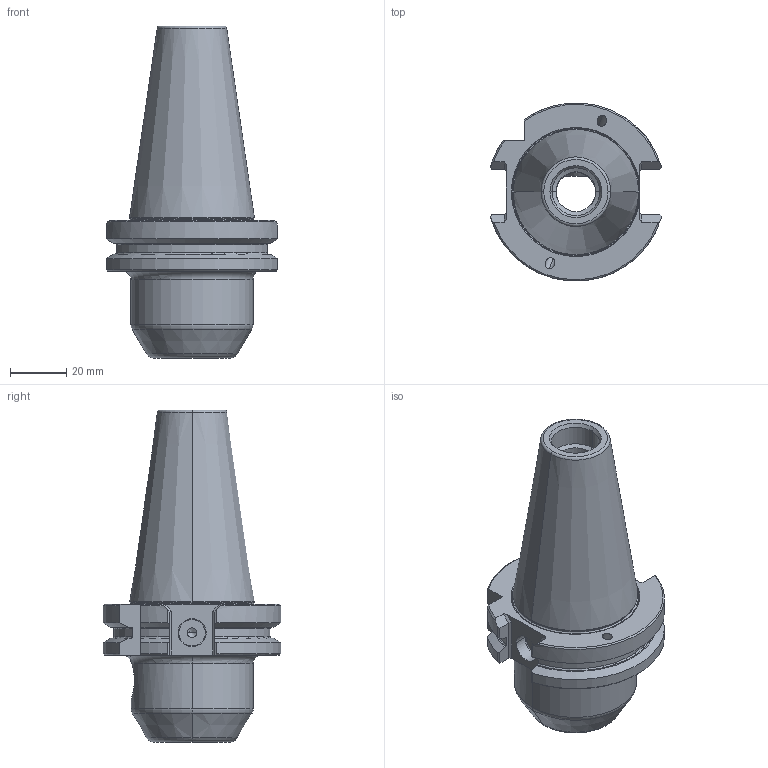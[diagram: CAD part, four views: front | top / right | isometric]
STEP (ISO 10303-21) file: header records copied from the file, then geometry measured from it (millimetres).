
FILE_DESCRIPTION(('no description'),'unknown implementation level');
FILE_NAME('E4BCDFCA-AC37-4B47-AA5D-51A0D9A232C9_export.stp',' ',('CIMSOURCE GmbH'),('CADClick - KiM GmbH - www.kimweb.de'),'unknown preprocess','ACIS','unknown authorization');
FILE_SCHEMA(('automotive_design'));
Length unit declared in the file: millimetre
Products named in the file (2): 490.114 Kaiser SK40B_VBD X D14B X 50|490.114 Kaiser SK40B_VBD X D14B X 50_Standard;NONE; 490.114 Kaiser SK40B_VBD X D14B X 50|690.480 Kaiser ETL M12 X 14_Standard;NONE
Bounding box: 61.02 x 63.34 x 118.25 mm (x, y, z)
Volume: 137798.1 mm3; surface area: 27274.2 mm2
Topology: 2 solids, 2 shells, 183 faces, 470 edges, 291 vertices
Faces by surface type: plane 60, cylinder 57, cone 44, torus 22
Entity records: 11410 total; most frequent: CARTESIAN_POINT 1681, DIRECTION 969, STYLED_ITEM 940, PRESENTATION_STYLE_ASSIGNMENT 940, COLOUR_RGB 940, ORIENTED_EDGE 928, EDGE_CURVE 464, CURVE_STYLE 464
